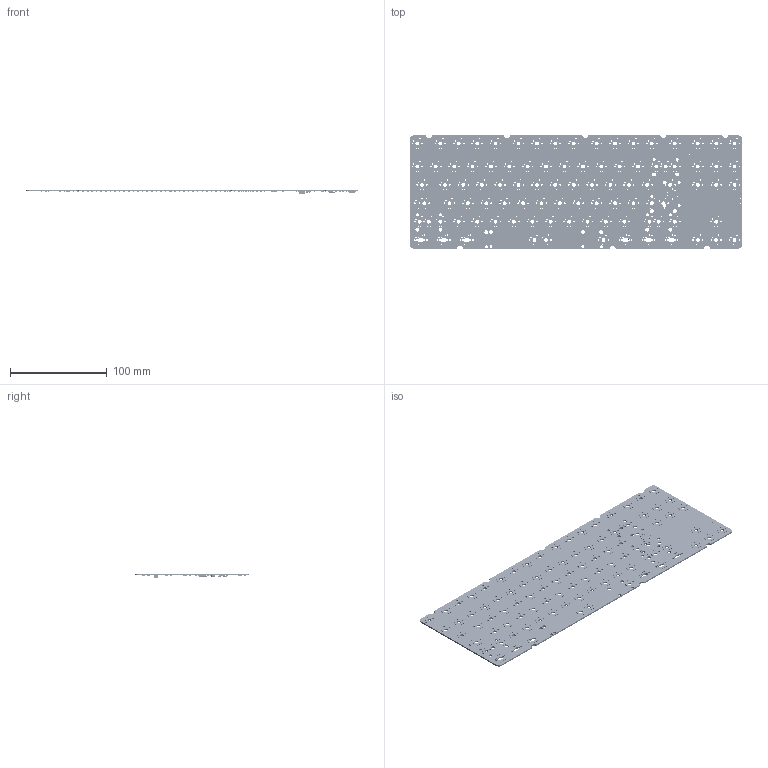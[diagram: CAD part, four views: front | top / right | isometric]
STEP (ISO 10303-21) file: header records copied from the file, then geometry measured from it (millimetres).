
FILE_DESCRIPTION(('KiCad electronic assembly'),'2;1');
FILE_NAME('ripple_pcb.step','2022-10-05T20:47:08',('Pcbnew'),('Kicad'), 'Open CASCADE STEP processor 7.6','KiCad to STEP converter','Unknown' );
FILE_SCHEMA(('AUTOMOTIVE_DESIGN { 1 0 10303 214 1 1 1 1 }'));
Length unit declared in the file: millimetre
Products named in the file (22): ripple_pcb 1; C_0603_1608Metric; SOLID; D_SOD-123F; R_0603_1608Metric; SW_SPST_TL3342; SW_SPDT_PCM12; SOT-23-5; LQFP-48_7x7mm_P0.5mm; Fuse_1206_3216Metric; SOT-23; SM04B-SRSS-TB; ripple PCB
Assembly tree (214 placements, depth 3):
  ripple_pcb 1
    C_0603_1608Metric  x9
      SOLID
    D_SOD-123F  x93
      SOLID
    R_0603_1608Metric  x94
      SOLID
    SW_SPST_TL3342
      SOLID
    SW_SPDT_PCM12
      SOLID
    SOT-23-5
      SOLID
    LQFP-48_7x7mm_P0.5mm
      SOLID
    Fuse_1206_3216Metric
      SOLID
    SOT-23
      SOLID
    SM04B-SRSS-TB
      SOLID
    ripple PCB
Bounding box: 344 x 117.48 x 4.5 mm (x, y, z)
Volume: 61077.3 mm3; surface area: 86589 mm2
Topology: 205 solids, 206 shells, 7457 faces, 18851 edges, 11943 vertices
Faces by surface type: bspline 6605, cylinder 812, plane 40
Full cylindrical faces by diameter (mm): 0.3 x12, 0.9 x2, 1 x3, 1.04 x195, 1.47 x205, 1.75 x179, 3.048 x12, 3.988 x101
Entity records: 167316 total; most frequent: CARTESIAN_POINT 50247, ORIENTED_EDGE 12862, PCURVE 12862, DEFINITIONAL_REPRESENTATION 12862, DIRECTION 11290, B_SPLINE_CURVE_WITH_KNOTS 10641, EDGE_CURVE 6431, SURFACE_CURVE 5715
